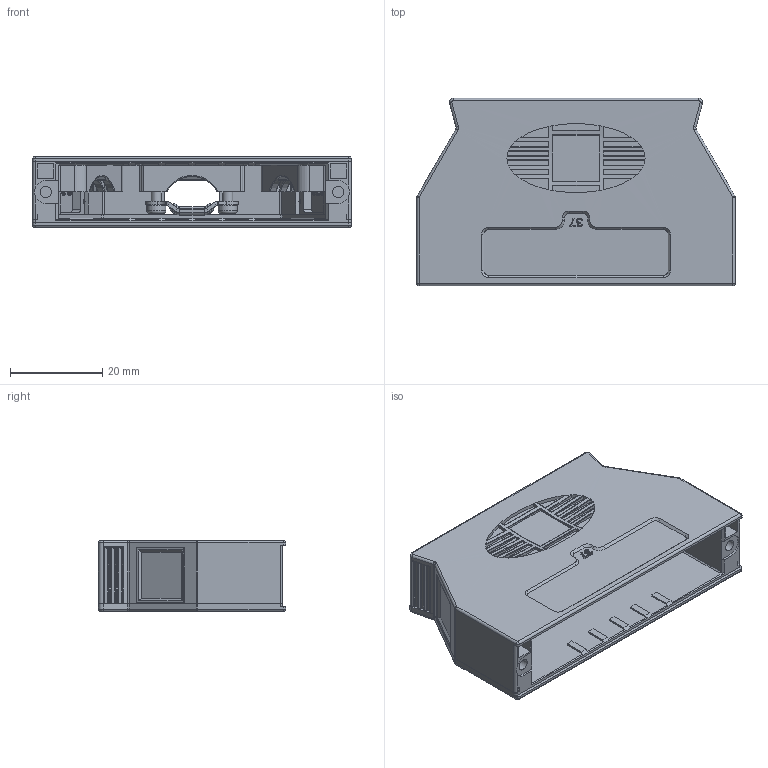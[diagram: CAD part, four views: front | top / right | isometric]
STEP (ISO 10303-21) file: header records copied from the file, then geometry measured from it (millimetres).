
FILE_DESCRIPTION(/* description */ (''),/* implementation_level */ '2;1');
FILE_NAME(/* name */ '100831570ugm000_a.stp',/* time_stamp */ '2019-06-20T04:06:47+02:00',/* author */ (''),/* organization */ (''),/* preprocessor_version */ 'ST-DEVELOPER v16.7',/* originating_system */ 'SIEMENS PLM Software NX 12.0',/* authorisation */ '');
FILE_SCHEMA (('AUTOMOTIVE_DESIGN { 1 0 10303 214 3 1 1 1 }'));
Products named in the file (1): 100831570ugm000_a
Bounding box: 69.2 x 40.7 x 15.4 mm (x, y, z)
Volume: 14683.3 mm3; surface area: 19086.8 mm2
Topology: 2 solids, 10 shells, 1717 faces, 4568 edges, 2914 vertices
Faces by surface type: plane 986, cylinder 370, bspline 153, torus 86, extrusion 64, cone 50, sphere 8
Full cylindrical faces by diameter (mm): 0.8 x1, 1.2 x1, 1.8 x10, 2.2 x6, 2.4 x4, 2.5 x4, 3.6 x2, 3.7 x4, 4 x6, 4.15 x2
Entity records: 71083 total; most frequent: CARTESIAN_POINT 18382, ORIENTED_EDGE 8926, DIRECTION 7663, EDGE_CURVE 4463, VERTEX_POINT 2882, VECTOR 2633, LINE 2569, AXIS2_PLACEMENT_3D 2515
